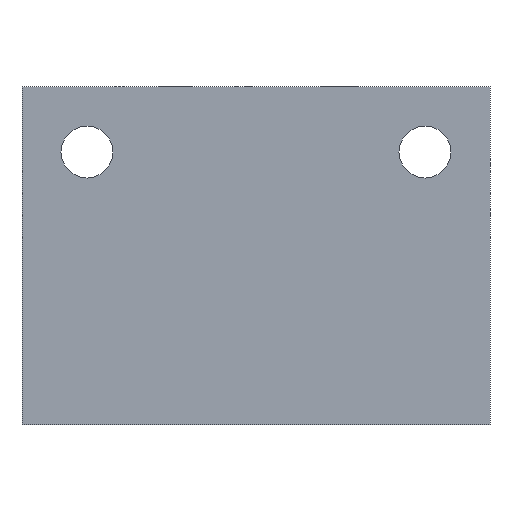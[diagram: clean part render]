
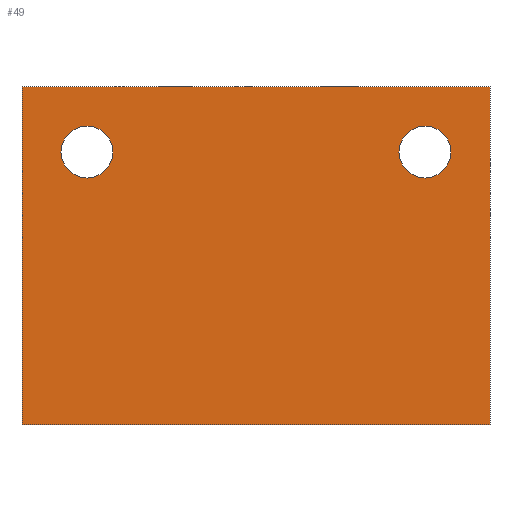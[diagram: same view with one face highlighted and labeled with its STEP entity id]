
A CAD part, front view. The second image highlights one B-rep face of the part: STEP entity #49.
In plain terms, the highlighted planar face has unit normal (0, -1, 0).
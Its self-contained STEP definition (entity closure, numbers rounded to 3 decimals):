
#49=ADVANCED_FACE('',(#83,#85,#87),#89,.T.);
#83=FACE_BOUND('',#84,.T.);
#84=EDGE_LOOP('',(#282,#283,#284,#285));
#85=FACE_BOUND('',#86,.T.);
#86=EDGE_LOOP('',(#286));
#87=FACE_BOUND('',#88,.T.);
#88=EDGE_LOOP('',(#287));
#89=PLANE('',#90);
#90=AXIS2_PLACEMENT_3D('',#91,#92,#93);
#91=CARTESIAN_POINT('',(-15.,-11.5,0.));
#92=DIRECTION('',(0.,-1.,0.));
#93=DIRECTION('',(1.,0.,0.));
#282=ORIENTED_EDGE('',*,*,#402,.T.);
#283=ORIENTED_EDGE('',*,*,#403,.F.);
#284=ORIENTED_EDGE('',*,*,#404,.F.);
#285=ORIENTED_EDGE('',*,*,#405,.F.);
#286=ORIENTED_EDGE('',*,*,#406,.T.);
#287=ORIENTED_EDGE('',*,*,#407,.T.);
#402=EDGE_CURVE('',#468,#469,#470,.T.);
#403=EDGE_CURVE('',#471,#469,#472,.T.);
#404=EDGE_CURVE('',#473,#471,#474,.T.);
#405=EDGE_CURVE('',#468,#473,#475,.T.);
#406=EDGE_CURVE('',#476,#476,#477,.T.);
#407=EDGE_CURVE('',#478,#478,#479,.T.);
#468=VERTEX_POINT('',#586);
#469=VERTEX_POINT('',#587);
#470=LINE('',#588,#589);
#471=VERTEX_POINT('',#591);
#472=LINE('',#592,#593);
#473=VERTEX_POINT('',#595);
#474=LINE('',#596,#597);
#475=LINE('',#599,#600);
#476=VERTEX_POINT('',#602);
#477=CIRCLE('',#603,2.);
#478=VERTEX_POINT('',#607);
#479=CIRCLE('',#608,2.);
#586=CARTESIAN_POINT('',(-18.,-11.5,0.));
#587=CARTESIAN_POINT('',(18.,-11.5,0.));
#588=CARTESIAN_POINT('',(-18.,-11.5,0.));
#589=VECTOR('',#590,1.);
#590=DIRECTION('',(1.,0.,0.));
#591=CARTESIAN_POINT('',(18.,-11.5,26.));
#592=CARTESIAN_POINT('',(18.,-11.5,26.));
#593=VECTOR('',#594,1.);
#594=DIRECTION('',(0.,0.,-1.));
#595=CARTESIAN_POINT('',(-18.,-11.5,26.));
#596=CARTESIAN_POINT('',(-18.,-11.5,26.));
#597=VECTOR('',#598,1.);
#598=DIRECTION('',(1.,0.,0.));
#599=CARTESIAN_POINT('',(-18.,-11.5,0.));
#600=VECTOR('',#601,1.);
#601=DIRECTION('',(0.,0.,1.));
#602=CARTESIAN_POINT('',(-15.,-11.5,21.));
#603=AXIS2_PLACEMENT_3D('',#604,#605,#606);
#604=CARTESIAN_POINT('',(-13.,-11.5,21.));
#605=DIRECTION('',(0.,1.,0.));
#606=DIRECTION('',(-1.,0.,0.));
#607=CARTESIAN_POINT('',(11.,-11.5,21.));
#608=AXIS2_PLACEMENT_3D('',#609,#610,#611);
#609=CARTESIAN_POINT('',(13.,-11.5,21.));
#610=DIRECTION('',(0.,1.,0.));
#611=DIRECTION('',(-1.,0.,0.));
